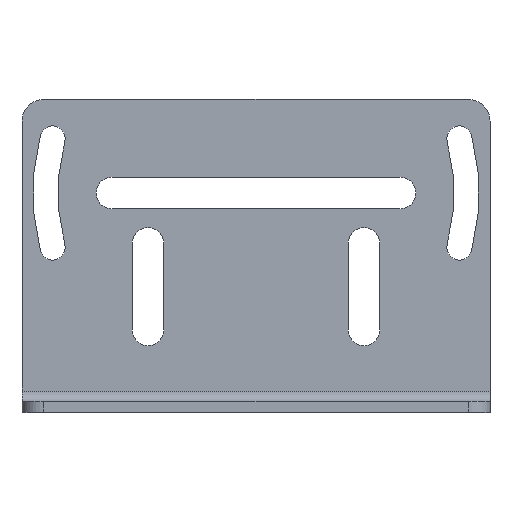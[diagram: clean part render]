
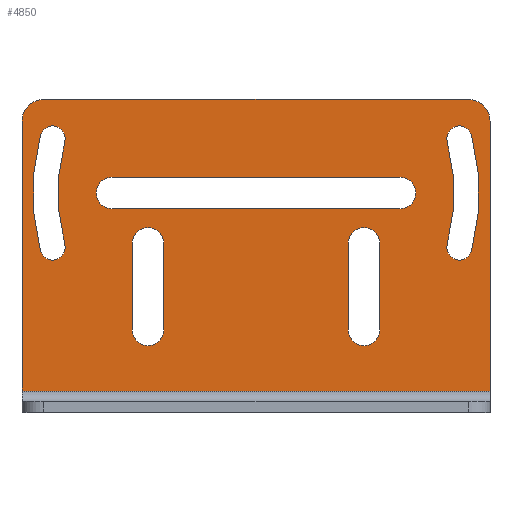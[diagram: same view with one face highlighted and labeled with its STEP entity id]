
A CAD part, top view. The second image highlights one B-rep face of the part: STEP entity #4850.
In plain terms, the highlighted planar face has unit normal (0, 0, 1).
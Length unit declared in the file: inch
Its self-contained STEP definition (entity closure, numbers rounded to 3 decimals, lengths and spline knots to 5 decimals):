
#1=CARTESIAN_POINT('',(2.44094,1.53543,0.));
#2=DIRECTION('',(0.,0.,-1.));
#3=DIRECTION('',(0.,1.,0.));
#4=AXIS2_PLACEMENT_3D('',#1,#2,#3);
#6=DIRECTION('',(0.,1.,0.));
#7=VECTOR('',#6,1.47638);
#8=CARTESIAN_POINT('',(2.55906,0.05906,0.));
#9=LINE('',#8,#7);
#10=DIRECTION('',(0.,-1.,0.));
#11=VECTOR('',#10,1.47638);
#12=CARTESIAN_POINT('',(0.,1.53543,0.));
#13=LINE('',#12,#11);
#14=CARTESIAN_POINT('',(0.11811,1.53543,0.));
#15=DIRECTION('',(0.,0.,-1.));
#16=DIRECTION('',(-1.,0.,0.));
#17=AXIS2_PLACEMENT_3D('',#14,#15,#16);
#19=DIRECTION('',(-1.,0.,0.));
#20=VECTOR('',#19,2.32283);
#21=CARTESIAN_POINT('',(2.44094,1.65354,0.));
#22=LINE('',#21,#20);
#23=CARTESIAN_POINT('',(1.27953,1.14173,0.));
#24=DIRECTION('',(0.,0.,-1.));
#25=DIRECTION('',(-0.966,-0.259,0.));
#26=AXIS2_PLACEMENT_3D('',#23,#24,#25);
#28=CARTESIAN_POINT('',(0.16719,1.43978,0.));
#29=DIRECTION('',(0.,0.,-1.));
#30=DIRECTION('',(-0.966,0.259,0.));
#31=AXIS2_PLACEMENT_3D('',#28,#29,#30);
#33=CARTESIAN_POINT('',(1.27953,1.14173,0.));
#34=DIRECTION('',(0.,0.,-1.));
#35=DIRECTION('',(-0.966,-0.259,0.));
#36=AXIS2_PLACEMENT_3D('',#33,#34,#35);
#38=CARTESIAN_POINT('',(0.16719,0.84368,0.));
#39=DIRECTION('',(0.,0.,-1.));
#40=DIRECTION('',(0.966,0.259,0.));
#41=AXIS2_PLACEMENT_3D('',#38,#39,#40);
#43=CARTESIAN_POINT('',(1.27953,1.14173,0.));
#44=DIRECTION('',(0.,0.,1.));
#45=DIRECTION('',(0.966,-0.259,0.));
#46=AXIS2_PLACEMENT_3D('',#43,#44,#45);
#48=CARTESIAN_POINT('',(2.39186,0.84368,0.));
#49=DIRECTION('',(0.,0.,1.));
#50=DIRECTION('',(-0.966,0.259,0.));
#51=AXIS2_PLACEMENT_3D('',#48,#49,#50);
#53=CARTESIAN_POINT('',(1.27953,1.14173,0.));
#54=DIRECTION('',(0.,0.,1.));
#55=DIRECTION('',(0.966,-0.259,0.));
#56=AXIS2_PLACEMENT_3D('',#53,#54,#55);
#58=CARTESIAN_POINT('',(2.39186,1.43978,0.));
#59=DIRECTION('',(0.,0.,1.));
#60=DIRECTION('',(0.966,0.259,0.));
#61=AXIS2_PLACEMENT_3D('',#58,#59,#60);
#63=DIRECTION('',(1.,0.,0.));
#64=VECTOR('',#63,1.5748);
#65=CARTESIAN_POINT('',(0.49213,1.22835,0.));
#66=LINE('',#65,#64);
#67=CARTESIAN_POINT('',(0.49213,1.14173,0.));
#68=DIRECTION('',(0.,0.,1.));
#69=DIRECTION('',(0.,1.,0.));
#70=AXIS2_PLACEMENT_3D('',#67,#68,#69);
#72=DIRECTION('',(-1.,0.,0.));
#73=VECTOR('',#72,1.5748);
#74=CARTESIAN_POINT('',(2.06693,1.05512,0.));
#75=LINE('',#74,#73);
#76=CARTESIAN_POINT('',(2.06693,1.14173,0.));
#77=DIRECTION('',(0.,0.,1.));
#78=DIRECTION('',(0.,-1.,0.));
#79=AXIS2_PLACEMENT_3D('',#76,#77,#78);
#81=CARTESIAN_POINT('',(1.87008,0.3937,0.));
#82=DIRECTION('',(0.,0.,-1.));
#83=DIRECTION('',(1.,0.,0.));
#84=AXIS2_PLACEMENT_3D('',#81,#82,#83);
#86=DIRECTION('',(0.,1.,0.));
#87=VECTOR('',#86,0.47244);
#88=CARTESIAN_POINT('',(1.95669,0.3937,0.));
#89=LINE('',#88,#87);
#90=CARTESIAN_POINT('',(1.87008,0.86614,0.));
#91=DIRECTION('',(0.,0.,-1.));
#92=DIRECTION('',(-1.,0.,0.));
#93=AXIS2_PLACEMENT_3D('',#90,#91,#92);
#95=DIRECTION('',(0.,-1.,0.));
#96=VECTOR('',#95,0.47244);
#97=CARTESIAN_POINT('',(1.78346,0.86614,0.));
#98=LINE('',#97,#96);
#99=CARTESIAN_POINT('',(0.68898,0.3937,0.));
#100=DIRECTION('',(0.,0.,-1.));
#101=DIRECTION('',(1.,0.,0.));
#102=AXIS2_PLACEMENT_3D('',#99,#100,#101);
#104=DIRECTION('',(0.,1.,0.));
#105=VECTOR('',#104,0.47244);
#106=CARTESIAN_POINT('',(0.77559,0.3937,0.));
#107=LINE('',#106,#105);
#108=CARTESIAN_POINT('',(0.68898,0.86614,0.));
#109=DIRECTION('',(0.,0.,-1.));
#110=DIRECTION('',(-1.,0.,0.));
#111=AXIS2_PLACEMENT_3D('',#108,#109,#110);
#113=DIRECTION('',(0.,-1.,0.));
#114=VECTOR('',#113,0.47244);
#115=CARTESIAN_POINT('',(0.60236,0.86614,0.));
#116=LINE('',#115,#114);
#146=DIRECTION('',(1.,0.,0.));
#147=VECTOR('',#146,2.55906);
#148=CARTESIAN_POINT('',(0.,0.05906,0.));
#149=LINE('',#148,#147);
#3609=CARTESIAN_POINT('',(0.,0.05906,0.));
#3610=VERTEX_POINT('',#3609);
#3611=CARTESIAN_POINT('',(2.55906,0.05906,0.));
#3612=VERTEX_POINT('',#3611);
#3621=CARTESIAN_POINT('',(2.44094,1.65354,0.));
#3622=CARTESIAN_POINT('',(2.55906,1.53543,0.));
#3623=VERTEX_POINT('',#3621);
#3624=VERTEX_POINT('',#3622);
#3625=CARTESIAN_POINT('',(0.11811,1.65354,0.));
#3626=VERTEX_POINT('',#3625);
#3633=CARTESIAN_POINT('',(0.,1.53543,0.));
#3634=VERTEX_POINT('',#3633);
#3669=CARTESIAN_POINT('',(0.49213,1.22835,0.));
#3670=CARTESIAN_POINT('',(2.06693,1.22835,0.));
#3671=VERTEX_POINT('',#3669);
#3672=VERTEX_POINT('',#3670);
#3673=CARTESIAN_POINT('',(2.06693,1.05512,0.));
#3674=VERTEX_POINT('',#3673);
#3675=CARTESIAN_POINT('',(0.49213,1.05512,0.));
#3676=VERTEX_POINT('',#3675);
#3709=CARTESIAN_POINT('',(0.77559,0.3937,0.));
#3710=CARTESIAN_POINT('',(0.60236,0.3937,0.));
#3711=VERTEX_POINT('',#3709);
#3712=VERTEX_POINT('',#3710);
#3713=CARTESIAN_POINT('',(1.95669,0.3937,0.));
#3714=CARTESIAN_POINT('',(1.78346,0.3937,0.));
#3715=VERTEX_POINT('',#3713);
#3716=VERTEX_POINT('',#3714);
#3725=CARTESIAN_POINT('',(0.77559,0.86614,0.));
#3726=VERTEX_POINT('',#3725);
#3727=CARTESIAN_POINT('',(0.60236,0.86614,0.));
#3728=VERTEX_POINT('',#3727);
#3729=CARTESIAN_POINT('',(1.95669,0.86614,0.));
#3730=VERTEX_POINT('',#3729);
#3731=CARTESIAN_POINT('',(1.78346,0.86614,0.));
#3732=VERTEX_POINT('',#3731);
#3741=CARTESIAN_POINT('',(0.23374,0.86151,0.));
#3742=CARTESIAN_POINT('',(0.23374,1.42195,0.));
#3743=VERTEX_POINT('',#3741);
#3744=VERTEX_POINT('',#3742);
#3745=CARTESIAN_POINT('',(0.10064,1.45761,0.));
#3746=VERTEX_POINT('',#3745);
#3747=CARTESIAN_POINT('',(0.10064,0.82585,0.));
#3748=VERTEX_POINT('',#3747);
#3757=CARTESIAN_POINT('',(2.32531,0.86151,0.));
#3758=CARTESIAN_POINT('',(2.32531,1.42195,0.));
#3759=VERTEX_POINT('',#3757);
#3760=VERTEX_POINT('',#3758);
#3761=CARTESIAN_POINT('',(2.45841,1.45761,0.));
#3762=VERTEX_POINT('',#3761);
#3763=CARTESIAN_POINT('',(2.45841,0.82585,0.));
#3764=VERTEX_POINT('',#3763);
#4781=CARTESIAN_POINT('',(0.,0.,0.));
#4782=DIRECTION('',(0.,0.,1.));
#4783=DIRECTION('',(1.,0.,0.));
#4784=AXIS2_PLACEMENT_3D('',#4781,#4782,#4783);
#4785=PLANE('',#4784);
#4787=ORIENTED_EDGE('',*,*,#4786,.T.);
#4789=ORIENTED_EDGE('',*,*,#4788,.F.);
#4791=ORIENTED_EDGE('',*,*,#4790,.F.);
#4793=ORIENTED_EDGE('',*,*,#4792,.F.);
#4795=ORIENTED_EDGE('',*,*,#4794,.T.);
#4797=ORIENTED_EDGE('',*,*,#4796,.F.);
#4798=EDGE_LOOP('',(#4787,#4789,#4791,#4793,#4795,#4797));
#4799=FACE_OUTER_BOUND('',#4798,.F.);
#4801=ORIENTED_EDGE('',*,*,#4800,.T.);
#4803=ORIENTED_EDGE('',*,*,#4802,.F.);
#4805=ORIENTED_EDGE('',*,*,#4804,.F.);
#4807=ORIENTED_EDGE('',*,*,#4806,.F.);
#4808=EDGE_LOOP('',(#4801,#4803,#4805,#4807));
#4809=FACE_BOUND('',#4808,.F.);
#4811=ORIENTED_EDGE('',*,*,#4810,.F.);
#4813=ORIENTED_EDGE('',*,*,#4812,.T.);
#4815=ORIENTED_EDGE('',*,*,#4814,.T.);
#4817=ORIENTED_EDGE('',*,*,#4816,.T.);
#4818=EDGE_LOOP('',(#4811,#4813,#4815,#4817));
#4819=FACE_BOUND('',#4818,.F.);
#4821=ORIENTED_EDGE('',*,*,#4820,.F.);
#4823=ORIENTED_EDGE('',*,*,#4822,.T.);
#4825=ORIENTED_EDGE('',*,*,#4824,.F.);
#4827=ORIENTED_EDGE('',*,*,#4826,.T.);
#4828=EDGE_LOOP('',(#4821,#4823,#4825,#4827));
#4829=FACE_BOUND('',#4828,.F.);
#4831=ORIENTED_EDGE('',*,*,#4830,.F.);
#4833=ORIENTED_EDGE('',*,*,#4832,.T.);
#4835=ORIENTED_EDGE('',*,*,#4834,.F.);
#4837=ORIENTED_EDGE('',*,*,#4836,.T.);
#4838=EDGE_LOOP('',(#4831,#4833,#4835,#4837));
#4839=FACE_BOUND('',#4838,.F.);
#4841=ORIENTED_EDGE('',*,*,#4840,.F.);
#4843=ORIENTED_EDGE('',*,*,#4842,.T.);
#4845=ORIENTED_EDGE('',*,*,#4844,.F.);
#4847=ORIENTED_EDGE('',*,*,#4846,.T.);
#4848=EDGE_LOOP('',(#4841,#4843,#4845,#4847));
#4849=FACE_BOUND('',#4848,.F.);
#4850=ADVANCED_FACE('',(#4799,#4809,#4819,#4829,#4839,#4849),#4785,.T.);
#5=CIRCLE('',#4,0.11811);
#18=CIRCLE('',#17,0.11811);
#27=CIRCLE('',#26,1.08268);
#32=CIRCLE('',#31,0.0689);
#37=CIRCLE('',#36,1.22047);
#42=CIRCLE('',#41,0.0689);
#47=CIRCLE('',#46,1.08268);
#52=CIRCLE('',#51,0.0689);
#57=CIRCLE('',#56,1.22047);
#62=CIRCLE('',#61,0.0689);
#71=CIRCLE('',#70,0.08661);
#80=CIRCLE('',#79,0.08661);
#85=CIRCLE('',#84,0.08661);
#94=CIRCLE('',#93,0.08661);
#103=CIRCLE('',#102,0.08661);
#112=CIRCLE('',#111,0.08661);
#4786=EDGE_CURVE('',#3623,#3624,#5,.T.);
#4788=EDGE_CURVE('',#3612,#3624,#9,.T.);
#4790=EDGE_CURVE('',#3610,#3612,#149,.T.);
#4792=EDGE_CURVE('',#3634,#3610,#13,.T.);
#4794=EDGE_CURVE('',#3634,#3626,#18,.T.);
#4796=EDGE_CURVE('',#3623,#3626,#22,.T.);
#4800=EDGE_CURVE('',#3743,#3744,#27,.T.);
#4802=EDGE_CURVE('',#3746,#3744,#32,.T.);
#4804=EDGE_CURVE('',#3748,#3746,#37,.T.);
#4806=EDGE_CURVE('',#3743,#3748,#42,.T.);
#4810=EDGE_CURVE('',#3759,#3760,#47,.T.);
#4812=EDGE_CURVE('',#3759,#3764,#52,.T.);
#4814=EDGE_CURVE('',#3764,#3762,#57,.T.);
#4816=EDGE_CURVE('',#3762,#3760,#62,.T.);
#4820=EDGE_CURVE('',#3671,#3672,#66,.T.);
#4822=EDGE_CURVE('',#3671,#3676,#71,.T.);
#4824=EDGE_CURVE('',#3674,#3676,#75,.T.);
#4826=EDGE_CURVE('',#3674,#3672,#80,.T.);
#4830=EDGE_CURVE('',#3715,#3716,#85,.T.);
#4832=EDGE_CURVE('',#3715,#3730,#89,.T.);
#4834=EDGE_CURVE('',#3732,#3730,#94,.T.);
#4836=EDGE_CURVE('',#3732,#3716,#98,.T.);
#4840=EDGE_CURVE('',#3711,#3712,#103,.T.);
#4842=EDGE_CURVE('',#3711,#3726,#107,.T.);
#4844=EDGE_CURVE('',#3728,#3726,#112,.T.);
#4846=EDGE_CURVE('',#3728,#3712,#116,.T.);
